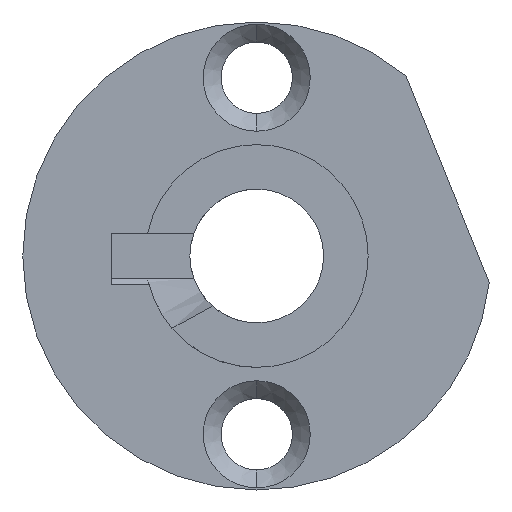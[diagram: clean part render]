
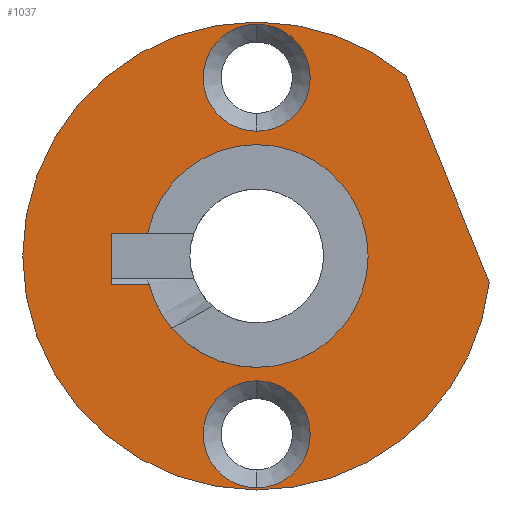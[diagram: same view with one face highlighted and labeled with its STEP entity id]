
A CAD part, left-side view. The second image highlights one B-rep face of the part: STEP entity #1037.
In plain terms, the highlighted planar face has unit normal (-1, 0, 0).
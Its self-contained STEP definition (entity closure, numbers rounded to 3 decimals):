
#13 = CARTESIAN_POINT ( 'NONE',  ( -2., -6.688, 8.095 ) ) ;
#14 = DIRECTION ( 'NONE',  ( 0., 0., -1. ) ) ;
#18 = EDGE_CURVE ( 'NONE', #449, #1070, #560, .T. ) ;
#23 = ORIENTED_EDGE ( 'NONE', *, *, #18, .F. ) ;
#60 = DIRECTION ( 'NONE',  ( -1., 0., 0. ) ) ;
#78 = CIRCLE ( 'NONE', #210, 10.5 ) ;
#105 = EDGE_CURVE ( 'NONE', #193, #978, #950, .T. ) ;
#107 = ORIENTED_EDGE ( 'NONE', *, *, #123, .F. ) ;
#114 = AXIS2_PLACEMENT_3D ( 'NONE', #867, #768, #14 ) ;
#123 = EDGE_CURVE ( 'NONE', #872, #978, #935, .T. ) ;
#124 = LINE ( 'NONE', #549, #433 ) ;
#127 = DIRECTION ( 'NONE',  ( 1., 0., 0. ) ) ;
#150 = CARTESIAN_POINT ( 'NONE',  ( -2., 0., 0. ) ) ;
#151 = EDGE_CURVE ( 'NONE', #591, #999, #884, .T. ) ;
#154 = LINE ( 'NONE', #479, #822 ) ;
#157 = VERTEX_POINT ( 'NONE', #343 ) ;
#166 = DIRECTION ( 'NONE',  ( 0., 0., -1. ) ) ;
#169 = CARTESIAN_POINT ( 'NONE',  ( -2., 0., -5. ) ) ;
#179 = EDGE_CURVE ( 'NONE', #999, #872, #400, .T. ) ;
#193 = VERTEX_POINT ( 'NONE', #788 ) ;
#197 = DIRECTION ( 'NONE',  ( -1., 0., 0. ) ) ;
#199 = EDGE_CURVE ( 'NONE', #591, #207, #124, .T. ) ;
#207 = VERTEX_POINT ( 'NONE', #368 ) ;
#208 = CARTESIAN_POINT ( 'NONE',  ( -2., -10.434, -1.177 ) ) ;
#210 = AXIS2_PLACEMENT_3D ( 'NONE', #696, #592, #858 ) ;
#218 = CARTESIAN_POINT ( 'NONE',  ( -2., 0., 5. ) ) ;
#219 = DIRECTION ( 'NONE',  ( 1., 0., 0. ) ) ;
#234 = FACE_BOUND ( 'NONE', #426, .T. ) ;
#245 = CIRCLE ( 'NONE', #468, 2.4 ) ;
#252 = VERTEX_POINT ( 'NONE', #959 ) ;
#256 = EDGE_CURVE ( 'NONE', #838, #449, #934, .T. ) ;
#262 = VECTOR ( 'NONE', #476, 1000. ) ;
#266 = CARTESIAN_POINT ( 'NONE',  ( -2., 0., 0. ) ) ;
#267 = EDGE_LOOP ( 'NONE', ( #444, #315 ) ) ;
#276 = AXIS2_PLACEMENT_3D ( 'NONE', #442, #302, #622 ) ;
#302 = DIRECTION ( 'NONE',  ( 1., 0., 0. ) ) ;
#315 = ORIENTED_EDGE ( 'NONE', *, *, #565, .T. ) ;
#316 = DIRECTION ( 'NONE',  ( 0., 0., -1. ) ) ;
#320 = EDGE_CURVE ( 'NONE', #207, #193, #875, .T. ) ;
#327 = CARTESIAN_POINT ( 'NONE',  ( -2., 4.835, -1.275 ) ) ;
#343 = CARTESIAN_POINT ( 'NONE',  ( -2., 0., -10.4 ) ) ;
#346 = ORIENTED_EDGE ( 'NONE', *, *, #599, .T. ) ;
#355 = DIRECTION ( 'NONE',  ( 0., 1., 0. ) ) ;
#368 = CARTESIAN_POINT ( 'NONE',  ( -2., 6.528, -1.275 ) ) ;
#378 = CIRCLE ( 'NONE', #866, 2.4 ) ;
#391 = DIRECTION ( 'NONE',  ( 0., 0., -1. ) ) ;
#395 = VERTEX_POINT ( 'NONE', #992 ) ;
#400 = CIRCLE ( 'NONE', #1021, 5. ) ;
#402 = VERTEX_POINT ( 'NONE', #745 ) ;
#426 = EDGE_LOOP ( 'NONE', ( #430, #1003, #623, #724, #107, #673 ) ) ;
#430 = ORIENTED_EDGE ( 'NONE', *, *, #151, .F. ) ;
#432 = DIRECTION ( 'NONE',  ( 1., 0., 0. ) ) ;
#433 = VECTOR ( 'NONE', #355, 1000. ) ;
#442 = CARTESIAN_POINT ( 'NONE',  ( -2., 0., 0. ) ) ;
#444 = ORIENTED_EDGE ( 'NONE', *, *, #484, .T. ) ;
#449 = VERTEX_POINT ( 'NONE', #625 ) ;
#454 = CARTESIAN_POINT ( 'NONE',  ( -2., 6.528, 0. ) ) ;
#468 = AXIS2_PLACEMENT_3D ( 'NONE', #553, #127, #792 ) ;
#474 = DIRECTION ( 'NONE',  ( 1., 0., 0. ) ) ;
#476 = DIRECTION ( 'NONE',  ( 0., 0., 1. ) ) ;
#479 = CARTESIAN_POINT ( 'NONE',  ( -2., -14.075, -10.19 ) ) ;
#482 = EDGE_CURVE ( 'NONE', #252, #157, #378, .T. ) ;
#484 = EDGE_CURVE ( 'NONE', #402, #395, #245, .T. ) ;
#521 = DIRECTION ( 'NONE',  ( 0., 0., -1. ) ) ;
#534 = AXIS2_PLACEMENT_3D ( 'NONE', #150, #474, #391 ) ;
#536 = CARTESIAN_POINT ( 'NONE',  ( -2., 0., 0. ) ) ;
#541 = DIRECTION ( 'NONE',  ( 0., 0., -1. ) ) ;
#549 = CARTESIAN_POINT ( 'NONE',  ( -2., 0., -1.275 ) ) ;
#553 = CARTESIAN_POINT ( 'NONE',  ( -2., 0., 8. ) ) ;
#560 = CIRCLE ( 'NONE', #595, 10.5 ) ;
#565 = EDGE_CURVE ( 'NONE', #395, #402, #699, .T. ) ;
#566 = CARTESIAN_POINT ( 'NONE',  ( -2., 0., 8. ) ) ;
#573 = PLANE ( 'NONE',  #534 ) ;
#581 = FACE_BOUND ( 'NONE', #639, .T. ) ;
#591 = VERTEX_POINT ( 'NONE', #327 ) ;
#592 = DIRECTION ( 'NONE',  ( 1., 0., 0. ) ) ;
#595 = AXIS2_PLACEMENT_3D ( 'NONE', #1082, #432, #521 ) ;
#599 = EDGE_CURVE ( 'NONE', #157, #252, #685, .T. ) ;
#605 = CARTESIAN_POINT ( 'NONE',  ( -2., 0., 1. ) ) ;
#616 = DIRECTION ( 'NONE',  ( 0., 0., -1. ) ) ;
#622 = DIRECTION ( 'NONE',  ( 0., 0., -1. ) ) ;
#623 = ORIENTED_EDGE ( 'NONE', *, *, #320, .T. ) ;
#625 = CARTESIAN_POINT ( 'NONE',  ( -2., 0., -10.5 ) ) ;
#639 = EDGE_LOOP ( 'NONE', ( #909, #346 ) ) ;
#649 = DIRECTION ( 'NONE',  ( 1., 0., 0. ) ) ;
#652 = CARTESIAN_POINT ( 'NONE',  ( -2., 4.899, 1. ) ) ;
#654 = CARTESIAN_POINT ( 'NONE',  ( -2., 0., -8. ) ) ;
#663 = ORIENTED_EDGE ( 'NONE', *, *, #1067, .F. ) ;
#668 = AXIS2_PLACEMENT_3D ( 'NONE', #654, #1080, #166 ) ;
#672 = EDGE_LOOP ( 'NONE', ( #932, #663, #814, #23 ) ) ;
#673 = ORIENTED_EDGE ( 'NONE', *, *, #179, .F. ) ;
#685 = CIRCLE ( 'NONE', #668, 2.4 ) ;
#696 = CARTESIAN_POINT ( 'NONE',  ( -2., 0., 0. ) ) ;
#699 = CIRCLE ( 'NONE', #1068, 2.4 ) ;
#724 = ORIENTED_EDGE ( 'NONE', *, *, #105, .T. ) ;
#729 = FACE_BOUND ( 'NONE', #267, .T. ) ;
#745 = CARTESIAN_POINT ( 'NONE',  ( -2., 0., 10.4 ) ) ;
#748 = VERTEX_POINT ( 'NONE', #13 ) ;
#749 = EDGE_CURVE ( 'NONE', #1070, #748, #78, .T. ) ;
#758 = DIRECTION ( 'NONE',  ( 0., 0., -1. ) ) ;
#768 = DIRECTION ( 'NONE',  ( -1., 0., 0. ) ) ;
#788 = CARTESIAN_POINT ( 'NONE',  ( -2., 6.528, 1. ) ) ;
#792 = DIRECTION ( 'NONE',  ( 0., 0., -1. ) ) ;
#814 = ORIENTED_EDGE ( 'NONE', *, *, #749, .F. ) ;
#822 = VECTOR ( 'NONE', #910, 1000. ) ;
#838 = VERTEX_POINT ( 'NONE', #208 ) ;
#850 = VECTOR ( 'NONE', #1022, 1000. ) ;
#858 = DIRECTION ( 'NONE',  ( 0., 0., -1. ) ) ;
#866 = AXIS2_PLACEMENT_3D ( 'NONE', #880, #219, #541 ) ;
#867 = CARTESIAN_POINT ( 'NONE',  ( -2., 0., 0. ) ) ;
#872 = VERTEX_POINT ( 'NONE', #218 ) ;
#875 = LINE ( 'NONE', #454, #262 ) ;
#880 = CARTESIAN_POINT ( 'NONE',  ( -2., 0., -8. ) ) ;
#884 = CIRCLE ( 'NONE', #114, 5. ) ;
#909 = ORIENTED_EDGE ( 'NONE', *, *, #482, .T. ) ;
#910 = DIRECTION ( 'NONE',  ( 0., -0.375, -0.927 ) ) ;
#932 = ORIENTED_EDGE ( 'NONE', *, *, #256, .F. ) ;
#934 = CIRCLE ( 'NONE', #276, 10.5 ) ;
#935 = CIRCLE ( 'NONE', #1071, 5. ) ;
#950 = LINE ( 'NONE', #605, #850 ) ;
#959 = CARTESIAN_POINT ( 'NONE',  ( -2., 0., -5.6 ) ) ;
#978 = VERTEX_POINT ( 'NONE', #652 ) ;
#987 = FACE_OUTER_BOUND ( 'NONE', #672, .T. ) ;
#992 = CARTESIAN_POINT ( 'NONE',  ( -2., 0., 5.6 ) ) ;
#999 = VERTEX_POINT ( 'NONE', #169 ) ;
#1003 = ORIENTED_EDGE ( 'NONE', *, *, #199, .T. ) ;
#1021 = AXIS2_PLACEMENT_3D ( 'NONE', #536, #60, #616 ) ;
#1022 = DIRECTION ( 'NONE',  ( 0., -1., 0. ) ) ;
#1037 = ADVANCED_FACE ( 'NONE', ( #729, #581, #987, #234 ), #573, .F. ) ;
#1067 = EDGE_CURVE ( 'NONE', #748, #838, #154, .T. ) ;
#1068 = AXIS2_PLACEMENT_3D ( 'NONE', #566, #649, #316 ) ;
#1070 = VERTEX_POINT ( 'NONE', #1072 ) ;
#1071 = AXIS2_PLACEMENT_3D ( 'NONE', #266, #197, #758 ) ;
#1072 = CARTESIAN_POINT ( 'NONE',  ( -2., 0., 10.5 ) ) ;
#1080 = DIRECTION ( 'NONE',  ( 1., 0., 0. ) ) ;
#1082 = CARTESIAN_POINT ( 'NONE',  ( -2., 0., 0. ) ) ;
